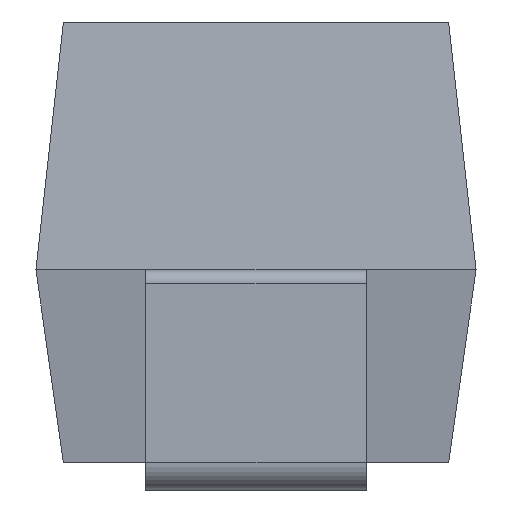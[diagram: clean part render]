
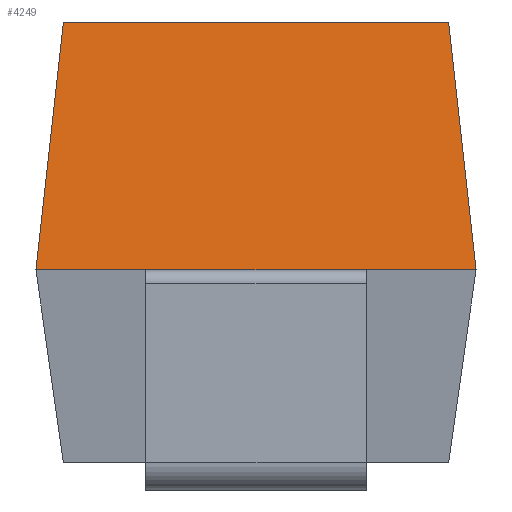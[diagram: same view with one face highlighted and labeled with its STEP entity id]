
A CAD part, left-side view. The second image highlights one B-rep face of the part: STEP entity #4249.
In plain terms, the highlighted planar face has unit normal (-0.994, 0, 0.11).
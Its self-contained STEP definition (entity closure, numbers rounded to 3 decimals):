
#3255=CARTESIAN_POINT('',(0.1,1.5,1.6));
#3256=VERTEX_POINT('',#3255);
#3309=CARTESIAN_POINT('',(0.1,0.1,1.6));
#3310=VERTEX_POINT('',#3309);
#3339=CARTESIAN_POINT('',(0.1,0.1,1.6));
#3340=DIRECTION('',(0.0,1.0,0.0));
#3341=VECTOR('',#3340,1.4);
#3342=LINE('',#3339,#3341);
#3343=EDGE_CURVE('',#3310,#3256,#3342,.T.);
#3406=CARTESIAN_POINT('',(0.,1.6,0.7));
#3407=VERTEX_POINT('',#3406);
#3414=CARTESIAN_POINT('',(0.1,1.5,1.6));
#3415=DIRECTION('',(-0.11,0.11,-0.988));
#3416=VECTOR('',#3415,0.911);
#3417=LINE('',#3414,#3416);
#3418=EDGE_CURVE('',#3256,#3407,#3417,.T.);
#3572=CARTESIAN_POINT('',(0.0,1.2,0.7));
#3573=VERTEX_POINT('',#3572);
#4073=CARTESIAN_POINT('',(0.0,0.4,0.7));
#4074=VERTEX_POINT('',#4073);
#4181=CARTESIAN_POINT('',(0.0,0.0,0.7));
#4182=VERTEX_POINT('',#4181);
#4189=CARTESIAN_POINT('',(0.,0.4,0.7));
#4190=DIRECTION('',(0.0,-1.0,0.0));
#4191=VECTOR('',#4190,0.4);
#4192=LINE('',#4189,#4191);
#4193=EDGE_CURVE('',#4074,#4182,#4192,.T.);
#4195=CARTESIAN_POINT('',(0.,1.2,0.7));
#4196=DIRECTION('',(0.0,-1.0,0.0));
#4197=VECTOR('',#4196,0.8);
#4198=LINE('',#4195,#4197);
#4199=EDGE_CURVE('',#3573,#4074,#4198,.T.);
#4201=CARTESIAN_POINT('',(0.,1.6,0.7));
#4202=DIRECTION('',(0.0,-1.0,0.0));
#4203=VECTOR('',#4202,0.4);
#4204=LINE('',#4201,#4203);
#4205=EDGE_CURVE('',#3407,#3573,#4204,.T.);
#4231=CARTESIAN_POINT('',(0.05,0.4,1.15));
#4232=DIRECTION('',(-0.994,0.,0.11));
#4233=DIRECTION('',(0.11,0.,0.994));
#4234=AXIS2_PLACEMENT_3D('',#4231,#4232,#4233);
#4235=PLANE('',#4234);
#4236=ORIENTED_EDGE('',*,*,#3418,.T.);
#4237=ORIENTED_EDGE('',*,*,#4205,.T.);
#4238=ORIENTED_EDGE('',*,*,#4199,.T.);
#4239=ORIENTED_EDGE('',*,*,#4193,.T.);
#4240=CARTESIAN_POINT('',(0.,0.,0.7));
#4241=DIRECTION('',(0.11,0.11,0.988));
#4242=VECTOR('',#4241,0.911);
#4243=LINE('',#4240,#4242);
#4244=EDGE_CURVE('',#4182,#3310,#4243,.T.);
#4245=ORIENTED_EDGE('',*,*,#4244,.T.);
#4246=ORIENTED_EDGE('',*,*,#3343,.T.);
#4247=EDGE_LOOP('',(#4236,#4237,#4238,#4239,#4245,#4246));
#4248=FACE_OUTER_BOUND('',#4247,.T.);
#4249=ADVANCED_FACE('',(#4248),#4235,.T.);
